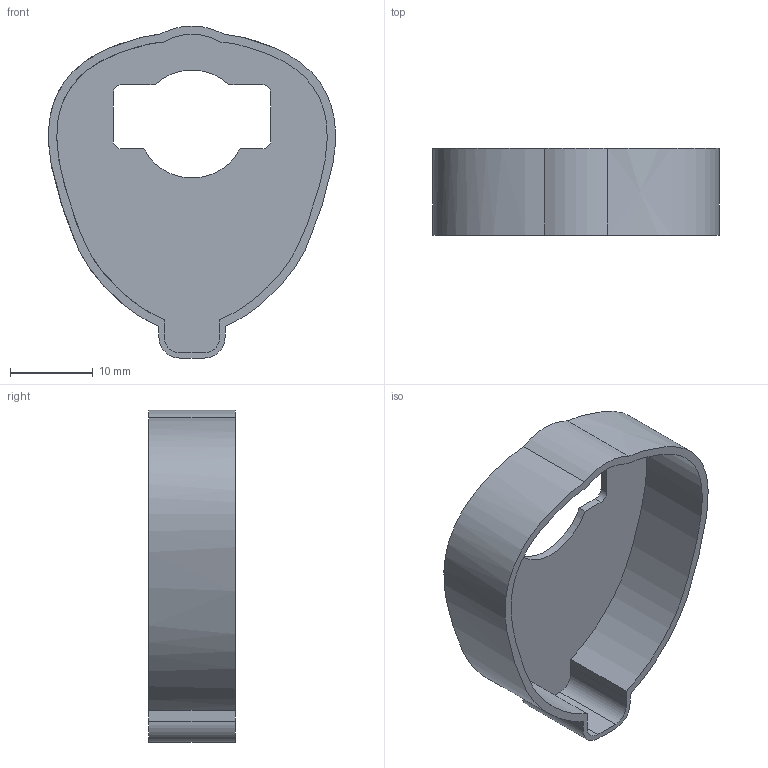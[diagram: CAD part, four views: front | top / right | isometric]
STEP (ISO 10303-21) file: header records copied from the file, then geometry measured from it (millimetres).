
FILE_DESCRIPTION(/* description */ (''),/* implementation_level */ '2;1');
FILE_NAME(/* name */ 'Parametric Recording Cap.step',/* time_stamp */ '2024-01-11T13:27:13+01:00',/* author */ (''),/* organization */ (''),/* preprocessor_version */ 'ST-DEVELOPER v20',/* originating_system */ 'Autodesk Translation Framework v12.14.0.127',/* authorisation */ '');
FILE_SCHEMA (('AUTOMOTIVE_DESIGN { 1 0 10303 214 3 1 1 }'));
Length unit declared in the file: millimetre
Products named in the file (2): Parametric Cap; Recording Cap
Assembly tree (1 placements, depth 2):
  Parametric Cap
    Recording Cap
Bounding box: 34.71 x 10.5 x 40.18 mm (x, y, z)
Volume: 1855 mm3; surface area: 4015.8 mm2
Topology: 1 solids, 1 shells, 33 faces, 90 edges, 60 vertices
Faces by surface type: plane 17, cylinder 12, bspline 4
Entity records: 1610 total; most frequent: CARTESIAN_POINT 670, ORIENTED_EDGE 180, DIRECTION 170, EDGE_CURVE 90, VERTEX_POINT 60, LINE 58, VECTOR 58, AXIS2_PLACEMENT_3D 56
